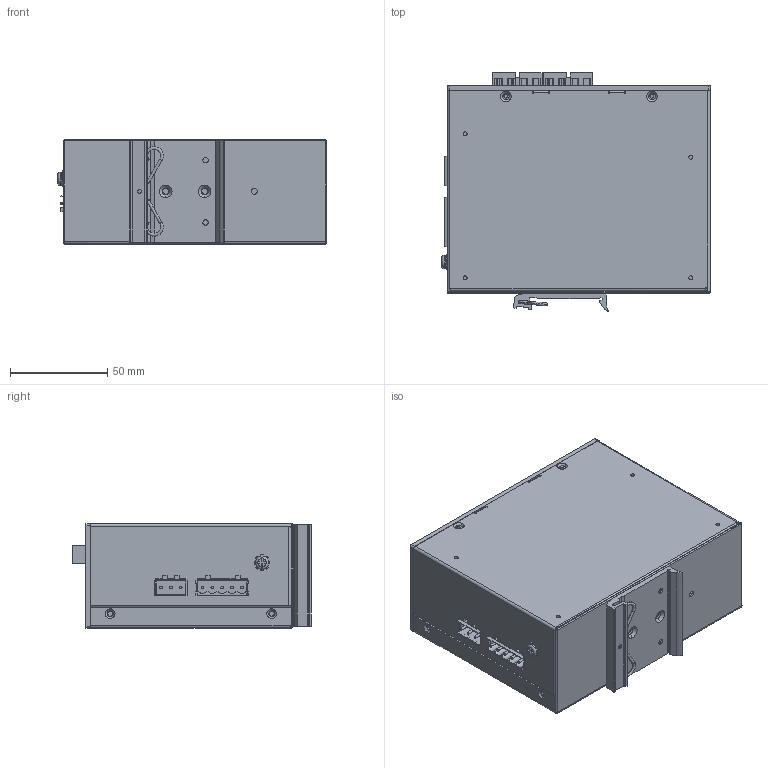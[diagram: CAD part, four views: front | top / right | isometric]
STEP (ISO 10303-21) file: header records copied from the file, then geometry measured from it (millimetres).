
FILE_DESCRIPTION((''),'2;1');
FILE_NAME('3009A-3S-6T_ASM_4_ASM_ASM_ASM_A_ASM','2024-01-15T10:35:19',('wangzixiong'),(''),'CREO PARAMETRIC BY PTC INC, 2021023','CREO PARAMETRIC BY PTC INC, 2021023','');
FILE_SCHEMA(('AUTOMOTIVE_DESIGN { 1 0 10303 214 1 1 1 1 }'));
Length unit declared in the file: millimetre
Products named in the file (19): __1_2; WM____2_2; _____2_2; 01-QIANMIANBAN-8T_7; RJ45; MINI-USB_2; ____3__2; ____5__2; 100M__-____-NTR2200-155M_2; 0; 106020004-RESET-ZHAOHUA_1; XINGCAI-52MM_33; KAHUANG-52MM_8; 000-KAGUIZUO-52MM_ASM_10_ASM_AS_ASM; 000-KAGUIZUO-52MM_ASM_ASM_ASM_A_ASM; M40002; M40003; M40001_ASM; 3009A-3S-6T_ASM_4_ASM_ASM_ASM_A_ASM
Assembly tree (27 placements, depth 4):
  3009A-3S-6T_ASM_4_ASM_ASM_ASM_A_ASM
    __1_2
    WM____2_2
    _____2_2
    01-QIANMIANBAN-8T_7
    RJ45  x3
    MINI-USB_2
    ____3__2
    ____5__2
    100M__-____-NTR2200-155M_2  x2
    0  x7
    106020004-RESET-ZHAOHUA_1
    000-KAGUIZUO-52MM_ASM_ASM_ASM_A_ASM
      000-KAGUIZUO-52MM_ASM_10_ASM_AS_ASM
        XINGCAI-52MM_33
        KAHUANG-52MM_8
    M40001_ASM
      M40002
      M40003
Bounding box: 138 x 122.45 x 53.6 mm (x, y, z)
Volume: 115040.5 mm3; surface area: 147742.3 mm2
Topology: 24 solids, 24 shells, 1468 faces, 3859 edges, 2527 vertices
Faces by surface type: plane 955, cylinder 412, torus 34, cone 22, extrusion 17, sphere 16, bspline 12
Entity records: 35656 total; most frequent: CARTESIAN_POINT 7041, ORIENTED_EDGE 5666, DIRECTION 5661, EDGE_CURVE 2833, VECTOR 1939, LINE 1922, AXIS2_PLACEMENT_3D 1861, VERTEX_POINT 1857
